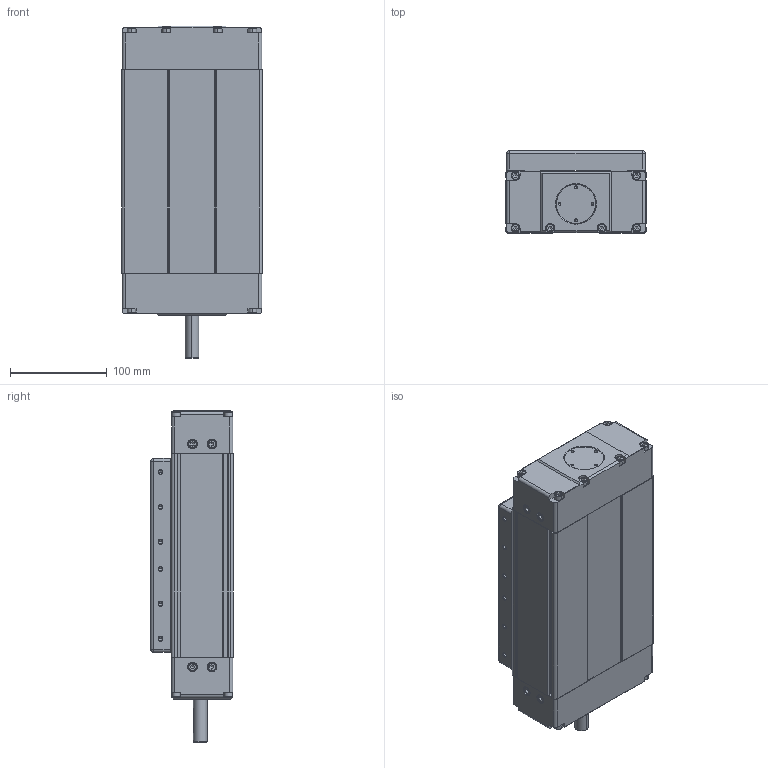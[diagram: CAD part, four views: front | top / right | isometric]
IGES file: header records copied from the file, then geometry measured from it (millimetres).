
Global section: file name: No Iges File Name specified; native system: Autodesk Inventor 2011; preprocessor: AutoDesk Inventor Iges Exporter R2011; author: user; date: 20101011.140027; units: millimetre
Bounding box: 145 x 85 x 342.5 mm (x, y, z)
Volume: 3214252 mm3; surface area: 304346.5 mm2
Topology: 4 solids, 6 shells, 949 faces, 2472 edges, 1531 vertices
Faces by surface type: plane 300, revolution 272, bspline 207, cylinder 112, torus 44, cone 10, sphere 4
